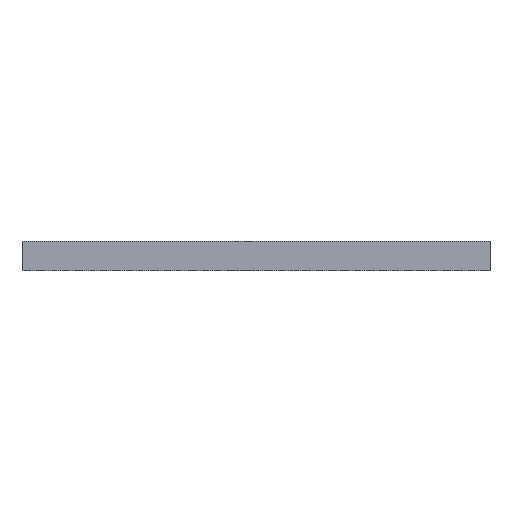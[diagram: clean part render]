
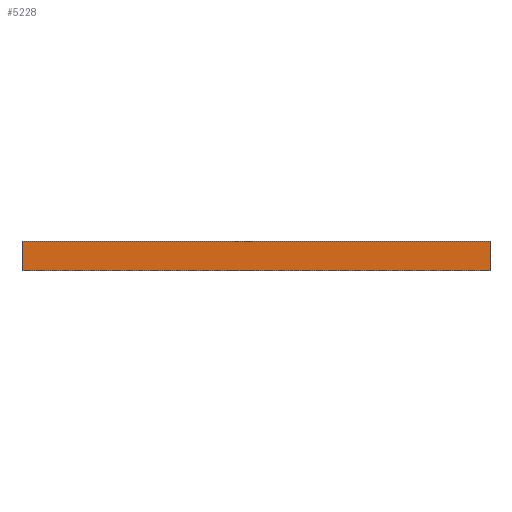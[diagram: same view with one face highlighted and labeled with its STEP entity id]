
A CAD part, top view. The second image highlights one B-rep face of the part: STEP entity #5228.
In plain terms, the highlighted planar face has unit normal (0, 0, 1).
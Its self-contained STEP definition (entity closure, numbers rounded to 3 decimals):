
#299 = FACE_OUTER_BOUND ( 'NONE', #708, .T. ) ;
#312 = ORIENTED_EDGE ( 'NONE', *, *, #5933, .T. ) ;
#467 = ORIENTED_EDGE ( 'NONE', *, *, #4897, .T. ) ;
#678 = ORIENTED_EDGE ( 'NONE', *, *, #1737, .F. ) ;
#708 = EDGE_LOOP ( 'NONE', ( #467, #678, #4576, #312 ) ) ;
#768 = DIRECTION ( 'NONE',  ( 0., 1., 0. ) ) ;
#797 = LINE ( 'NONE', #1224, #1571 ) ;
#799 = EDGE_CURVE ( 'NONE', #5308, #5062, #5199, .T. ) ;
#839 = CARTESIAN_POINT ( 'NONE',  ( 1956., 1.8, -24.2 ) ) ;
#904 = LINE ( 'NONE', #4370, #4748 ) ;
#1153 = PLANE ( 'NONE',  #2754 ) ;
#1224 = CARTESIAN_POINT ( 'NONE',  ( 0., 0., -24.2 ) ) ;
#1564 = LINE ( 'NONE', #3652, #5106 ) ;
#1571 = VECTOR ( 'NONE', #768, 1000. ) ;
#1660 = CARTESIAN_POINT ( 'NONE',  ( 1956., 0., -24.2 ) ) ;
#1737 = EDGE_CURVE ( 'NONE', #5062, #2353, #797, .T. ) ;
#2089 = VECTOR ( 'NONE', #2653, 1000. ) ;
#2353 = VERTEX_POINT ( 'NONE', #3811 ) ;
#2513 = DIRECTION ( 'NONE',  ( 0., 1., 0. ) ) ;
#2653 = DIRECTION ( 'NONE',  ( -1., 0., 0. ) ) ;
#2754 = AXIS2_PLACEMENT_3D ( 'NONE', #1660, #5409, #4076 ) ;
#3166 = CARTESIAN_POINT ( 'NONE',  ( 1956., 1.8, -24.2 ) ) ;
#3652 = CARTESIAN_POINT ( 'NONE',  ( 1956., 124.15, -24.2 ) ) ;
#3811 = CARTESIAN_POINT ( 'NONE',  ( 0., 124.15, -24.2 ) ) ;
#3855 = CARTESIAN_POINT ( 'NONE',  ( 1956., 124.15, -24.2 ) ) ;
#4076 = DIRECTION ( 'NONE',  ( 1., 0., 0. ) ) ;
#4370 = CARTESIAN_POINT ( 'NONE',  ( 1956., 0., -24.2 ) ) ;
#4576 = ORIENTED_EDGE ( 'NONE', *, *, #799, .F. ) ;
#4748 = VECTOR ( 'NONE', #2513, 1000. ) ;
#4897 = EDGE_CURVE ( 'NONE', #5582, #2353, #1564, .T. ) ;
#5062 = VERTEX_POINT ( 'NONE', #5604 ) ;
#5106 = VECTOR ( 'NONE', #5469, 1000. ) ;
#5199 = LINE ( 'NONE', #3166, #2089 ) ;
#5228 = ADVANCED_FACE ( 'NONE', ( #299 ), #1153, .T. ) ;
#5308 = VERTEX_POINT ( 'NONE', #839 ) ;
#5409 = DIRECTION ( 'NONE',  ( 0., 0., 1. ) ) ;
#5469 = DIRECTION ( 'NONE',  ( -1., 0., 0. ) ) ;
#5582 = VERTEX_POINT ( 'NONE', #3855 ) ;
#5604 = CARTESIAN_POINT ( 'NONE',  ( 0., 1.8, -24.2 ) ) ;
#5933 = EDGE_CURVE ( 'NONE', #5308, #5582, #904, .T. ) ;
